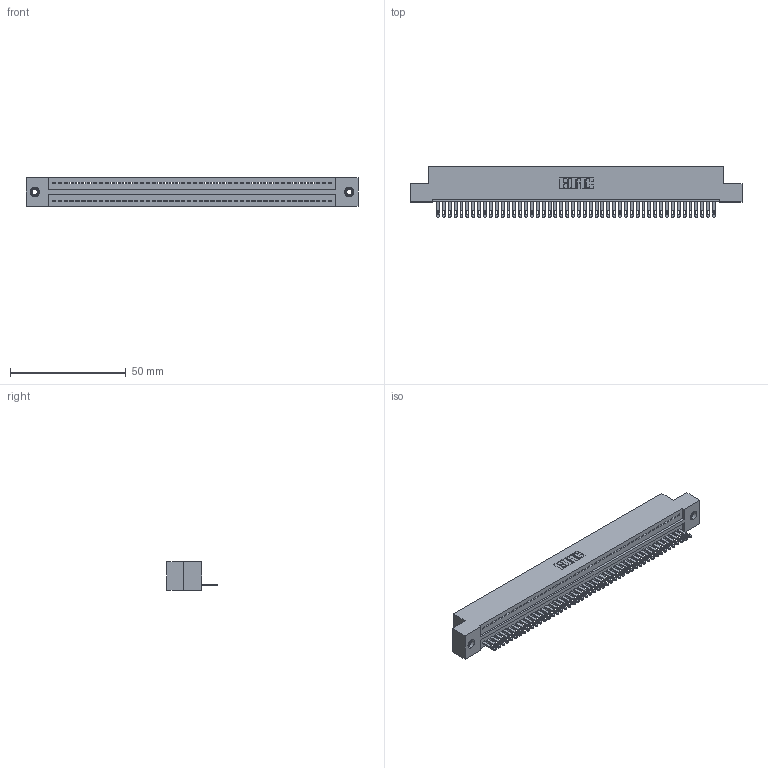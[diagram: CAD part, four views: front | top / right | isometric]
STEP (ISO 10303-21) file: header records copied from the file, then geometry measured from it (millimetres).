
FILE_DESCRIPTION (( 'STEP AP203' ), '1' );
FILE_NAME ('325-048-500-107.STEP', '2020-02-24T23:14:49', ( '' ), ( '' ), 'SwSTEP 2.0', 'SolidWorks 2016', '' );
FILE_SCHEMA (( 'CONFIG_CONTROL_DESIGN' ));
Length unit declared in the file: inch
Products named in the file (4): 325-048-500-107; 345-250-001_345-250-005-103; 325 Part_TI; 325-292-001_325-293-100
Assembly tree (51 placements, depth 2):
  325-048-500-107
    325 Part_TI
    325-292-001_325-293-100  x48
    345-250-001_345-250-005-103  x2
Bounding box: 143.64 x 21.84 x 12.45 mm (x, y, z)
Volume: 18298.2 mm3; surface area: 20232.1 mm2
Topology: 51 solids, 51 shells, 2766 faces, 8511 edges, 5666 vertices
Faces by surface type: plane 1830, cylinder 920, cone 12, torus 4
Entity records: 29684 total; most frequent: CARTESIAN_POINT 5101, ORIENTED_EDGE 5078, DIRECTION 4325, EDGE_CURVE 2539, LINE 2387, VECTOR 2387, VERTEX_POINT 1688, AXIS2_PLACEMENT_3D 969
